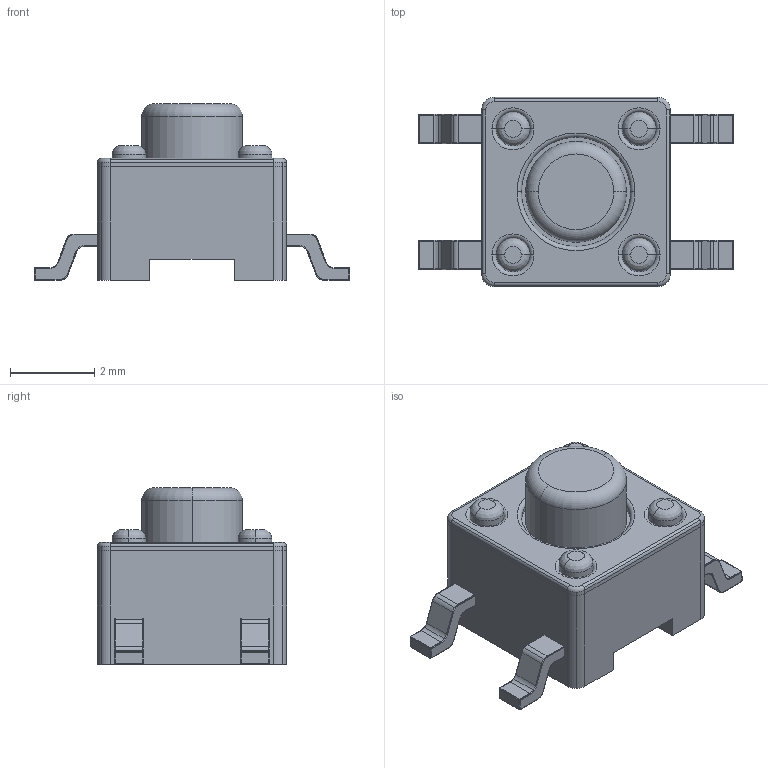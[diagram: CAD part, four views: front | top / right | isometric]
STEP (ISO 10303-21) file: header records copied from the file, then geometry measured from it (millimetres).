
FILE_DESCRIPTION (( 'STEP AP214' ), '1' );
FILE_NAME ('Tact Switch 4.5mm THT.STEP', '2022-12-25T15:58:25', ( '' ), ( '' ), 'SwSTEP 2.0', 'SolidWorks 2021', '' );
FILE_SCHEMA (( 'AUTOMOTIVE_DESIGN' ));
Length unit declared in the file: millimetre
Products named in the file (2): Tact Switch.step; Tact Switch 4.5mm THT
Assembly tree (1 placements, depth 2):
  Tact Switch 4.5mm THT
    Tact Switch.step
Bounding box: 7.5 x 4.5 x 4.2 mm (x, y, z)
Volume: 62 mm3; surface area: 158.6 mm2
Topology: 10 solids, 10 shells, 357 faces, 836 edges, 500 vertices
Faces by surface type: cylinder 204, plane 65, torus 48, sphere 32, bspline 8
Entity records: 10581 total; most frequent: DIRECTION 2026, CARTESIAN_POINT 1921, ORIENTED_EDGE 1672, AXIS2_PLACEMENT_3D 845, EDGE_CURVE 836, VERTEX_POINT 500, CIRCLE 492, EDGE_LOOP 368
